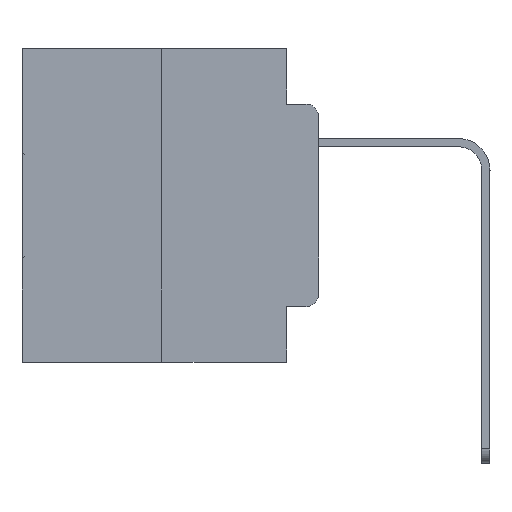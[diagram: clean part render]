
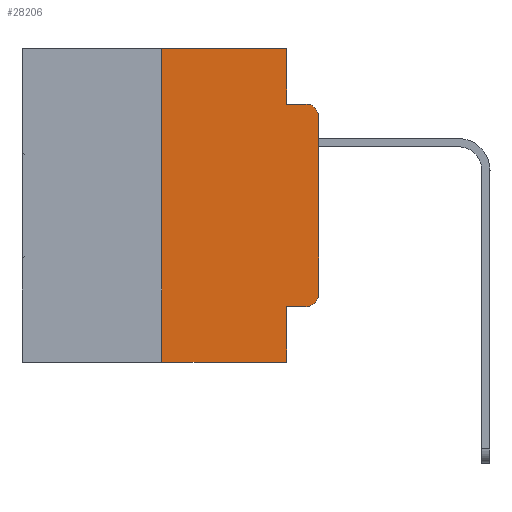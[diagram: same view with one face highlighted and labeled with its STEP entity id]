
A CAD part, left-side view. The second image highlights one B-rep face of the part: STEP entity #28206.
In plain terms, the highlighted planar face has unit normal (-1, 0, 0).
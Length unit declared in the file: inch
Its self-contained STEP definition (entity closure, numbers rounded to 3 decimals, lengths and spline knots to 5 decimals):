
#312 = EDGE_CURVE ( 'NONE', #728, #19501, #21344, .T. ) ;
#457 = EDGE_CURVE ( 'NONE', #12302, #23972, #19584, .T. ) ;
#728 = VERTEX_POINT ( 'NONE', #19591 ) ;
#809 = PLANE ( 'NONE',  #3374 ) ;
#1416 = VERTEX_POINT ( 'NONE', #26466 ) ;
#1525 = CARTESIAN_POINT ( 'NONE',  ( 0., 0.051, 0. ) ) ;
#2944 = ORIENTED_EDGE ( 'NONE', *, *, #15478, .F. ) ;
#3374 = AXIS2_PLACEMENT_3D ( 'NONE', #16245, #27368, #9151 ) ;
#3733 = VECTOR ( 'NONE', #24909, 39.37008 ) ;
#4100 = DIRECTION ( 'NONE',  ( 0., -1., 0. ) ) ;
#4101 = CARTESIAN_POINT ( 'NONE',  ( 0., 0.25, 0. ) ) ;
#4657 = CARTESIAN_POINT ( 'NONE',  ( 0., 0.051, -0.0885 ) ) ;
#5780 = ORIENTED_EDGE ( 'NONE', *, *, #22293, .T. ) ;
#5894 = EDGE_CURVE ( 'NONE', #19501, #20511, #29447, .T. ) ;
#6330 = EDGE_CURVE ( 'NONE', #16798, #16306, #11215, .T. ) ;
#6556 = CARTESIAN_POINT ( 'NONE',  ( 0., 0.051, 0. ) ) ;
#6611 = DIRECTION ( 'NONE',  ( -1., 0., 0. ) ) ;
#8892 = DIRECTION ( 'NONE',  ( 0., -1., 0. ) ) ;
#9096 = DIRECTION ( 'NONE',  ( -1., 0., 0. ) ) ;
#9151 = DIRECTION ( 'NONE',  ( 0., 0., -1. ) ) ;
#9633 = VECTOR ( 'NONE', #11232, 39.37008 ) ;
#9705 = ORIENTED_EDGE ( 'NONE', *, *, #14957, .T. ) ;
#9793 = VECTOR ( 'NONE', #26309, 39.37008 ) ;
#10173 = VERTEX_POINT ( 'NONE', #23842 ) ;
#10250 = CARTESIAN_POINT ( 'NONE',  ( 0., 0.051, 0. ) ) ;
#10494 = CARTESIAN_POINT ( 'NONE',  ( 0., 0.473, 0. ) ) ;
#10565 = AXIS2_PLACEMENT_3D ( 'NONE', #15699, #6611, #24535 ) ;
#10622 = ORIENTED_EDGE ( 'NONE', *, *, #6330, .T. ) ;
#10791 = CARTESIAN_POINT ( 'NONE',  ( 0., 0.051, -0.4115 ) ) ;
#10833 = LINE ( 'NONE', #4101, #3733 ) ;
#10910 = CARTESIAN_POINT ( 'NONE',  ( 0., 0., 0. ) ) ;
#11215 = LINE ( 'NONE', #10910, #17314 ) ;
#11232 = DIRECTION ( 'NONE',  ( 0., -1., 0. ) ) ;
#11560 = CARTESIAN_POINT ( 'NONE',  ( 0., 0., -0.1085 ) ) ;
#12286 = CARTESIAN_POINT ( 'NONE',  ( 0., 0.051, -0.0885 ) ) ;
#12302 = VERTEX_POINT ( 'NONE', #13872 ) ;
#12859 = VERTEX_POINT ( 'NONE', #27078 ) ;
#13155 = CARTESIAN_POINT ( 'NONE',  ( 0., 0.051, -0.5 ) ) ;
#13335 = ORIENTED_EDGE ( 'NONE', *, *, #18749, .F. ) ;
#13547 = CARTESIAN_POINT ( 'NONE',  ( 0., 0.473, -0.5 ) ) ;
#13872 = CARTESIAN_POINT ( 'NONE',  ( 0., 0.25, -0.5 ) ) ;
#14239 = LINE ( 'NONE', #4657, #9633 ) ;
#14423 = LINE ( 'NONE', #10791, #27262 ) ;
#14957 = EDGE_CURVE ( 'NONE', #16306, #1416, #24067, .T. ) ;
#14982 = DIRECTION ( 'NONE',  ( 0., -1., 0. ) ) ;
#15478 = EDGE_CURVE ( 'NONE', #12302, #728, #10833, .T. ) ;
#15600 = ORIENTED_EDGE ( 'NONE', *, *, #22643, .F. ) ;
#15699 = CARTESIAN_POINT ( 'NONE',  ( 0., 0.02, -0.1085 ) ) ;
#15881 = CARTESIAN_POINT ( 'NONE',  ( 0., 0.02, -0.3915 ) ) ;
#16050 = VECTOR ( 'NONE', #14982, 39.37008 ) ;
#16245 = CARTESIAN_POINT ( 'NONE',  ( 0., 0.473, 0. ) ) ;
#16306 = VERTEX_POINT ( 'NONE', #11560 ) ;
#16798 = VERTEX_POINT ( 'NONE', #21817 ) ;
#17314 = VECTOR ( 'NONE', #17777, 39.37008 ) ;
#17777 = DIRECTION ( 'NONE',  ( 0., 0., 1. ) ) ;
#18749 = EDGE_CURVE ( 'NONE', #20511, #1416, #14239, .T. ) ;
#18895 = ORIENTED_EDGE ( 'NONE', *, *, #457, .T. ) ;
#19501 = VERTEX_POINT ( 'NONE', #10250 ) ;
#19584 = LINE ( 'NONE', #13547, #28856 ) ;
#19591 = CARTESIAN_POINT ( 'NONE',  ( 0., 0.25, 0. ) ) ;
#20511 = VERTEX_POINT ( 'NONE', #12286 ) ;
#20907 = ORIENTED_EDGE ( 'NONE', *, *, #27144, .T. ) ;
#21344 = LINE ( 'NONE', #10494, #16050 ) ;
#21817 = CARTESIAN_POINT ( 'NONE',  ( 0., 0., -0.3915 ) ) ;
#22293 = EDGE_CURVE ( 'NONE', #12859, #10173, #14423, .T. ) ;
#22514 = DIRECTION ( 'NONE',  ( 0., 0., -1. ) ) ;
#22643 = EDGE_CURVE ( 'NONE', #12859, #23972, #29389, .T. ) ;
#23011 = AXIS2_PLACEMENT_3D ( 'NONE', #15881, #9096, #27100 ) ;
#23503 = EDGE_LOOP ( 'NONE', ( #10622, #9705, #13335, #27025, #26252, #2944, #18895, #15600, #5780, #20907 ) ) ;
#23842 = CARTESIAN_POINT ( 'NONE',  ( 0., 0.02, -0.4115 ) ) ;
#23972 = VERTEX_POINT ( 'NONE', #13155 ) ;
#24067 = CIRCLE ( 'NONE', #10565, 0.02 ) ;
#24535 = DIRECTION ( 'NONE',  ( 0., 0., -1. ) ) ;
#24909 = DIRECTION ( 'NONE',  ( 0., 0., 1. ) ) ;
#25524 = VECTOR ( 'NONE', #22514, 39.37008 ) ;
#26252 = ORIENTED_EDGE ( 'NONE', *, *, #312, .F. ) ;
#26309 = DIRECTION ( 'NONE',  ( 0., 0., -1. ) ) ;
#26466 = CARTESIAN_POINT ( 'NONE',  ( 0., 0.02, -0.0885 ) ) ;
#26729 = FACE_OUTER_BOUND ( 'NONE', #23503, .T. ) ;
#27025 = ORIENTED_EDGE ( 'NONE', *, *, #5894, .F. ) ;
#27078 = CARTESIAN_POINT ( 'NONE',  ( 0., 0.051, -0.4115 ) ) ;
#27100 = DIRECTION ( 'NONE',  ( 0., 0., -1. ) ) ;
#27144 = EDGE_CURVE ( 'NONE', #10173, #16798, #28600, .T. ) ;
#27262 = VECTOR ( 'NONE', #8892, 39.37008 ) ;
#27368 = DIRECTION ( 'NONE',  ( 1., 0., 0. ) ) ;
#28206 = ADVANCED_FACE ( 'NONE', ( #26729 ), #809, .F. ) ;
#28600 = CIRCLE ( 'NONE', #23011, 0.02 ) ;
#28856 = VECTOR ( 'NONE', #4100, 39.37008 ) ;
#29389 = LINE ( 'NONE', #1525, #9793 ) ;
#29447 = LINE ( 'NONE', #6556, #25524 ) ;
